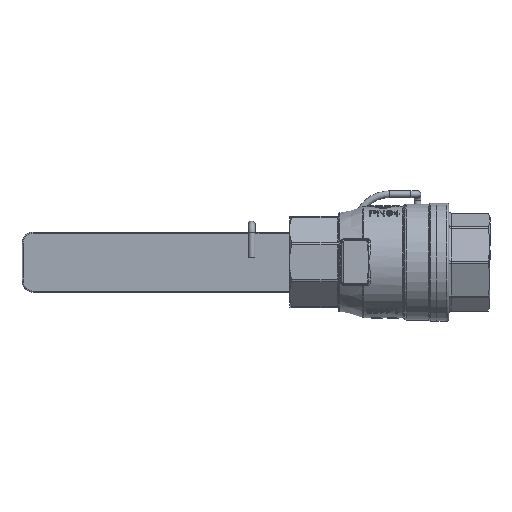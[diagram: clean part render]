
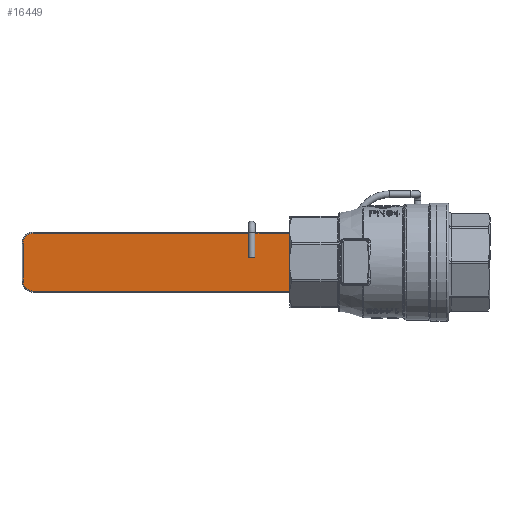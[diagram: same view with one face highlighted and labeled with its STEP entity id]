
A CAD part, front view. The second image highlights one B-rep face of the part: STEP entity #16449.
In plain terms, the highlighted planar face has unit normal (-0.035, -0.999, 0).
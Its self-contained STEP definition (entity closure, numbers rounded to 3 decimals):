
#1390=PLANE('',#17737);
#3179=FACE_OUTER_BOUND('',#4161,.T.);
#4161=EDGE_LOOP('',(#15125,#15126,#15127,#15128,#15129,#15130,#15131,#15132,
#15133,#15134));
#4906=LINE('',#30975,#6032);
#4921=LINE('',#31057,#6047);
#4922=LINE('',#31076,#6048);
#4923=LINE('',#31082,#6049);
#5302=LINE('',#32932,#6428);
#5303=LINE('',#32943,#6429);
#5304=LINE('',#32945,#6430);
#5305=LINE('',#32946,#6431);
#6032=VECTOR('',#20553,10.);
#6047=VECTOR('',#20608,10.);
#6048=VECTOR('',#20623,10.);
#6049=VECTOR('',#20632,10.);
#6428=VECTOR('',#21383,10.);
#6429=VECTOR('',#21386,10.);
#6430=VECTOR('',#21387,10.);
#6431=VECTOR('',#21388,10.);
#6912=CIRCLE('',#17544,4.5);
#6915=CIRCLE('',#17549,4.5);
#8030=VERTEX_POINT('',#30965);
#8034=VERTEX_POINT('',#30973);
#8053=VERTEX_POINT('',#31048);
#8054=VERTEX_POINT('',#31068);
#8055=VERTEX_POINT('',#31070);
#8056=VERTEX_POINT('',#31074);
#8057=VERTEX_POINT('',#31078);
#8403=VERTEX_POINT('',#32931);
#8404=VERTEX_POINT('',#32942);
#8405=VERTEX_POINT('',#32944);
#10099=EDGE_CURVE('',#8030,#8034,#4906,.T.);
#10127=EDGE_CURVE('',#8053,#8034,#4921,.T.);
#10132=EDGE_CURVE('',#8055,#8054,#6912,.T.);
#10134=EDGE_CURVE('',#8056,#8055,#4922,.T.);
#10136=EDGE_CURVE('',#8057,#8056,#6915,.T.);
#10137=EDGE_CURVE('',#8030,#8057,#4923,.T.);
#10659=EDGE_CURVE('',#8054,#8403,#5302,.T.);
#10661=EDGE_CURVE('',#8053,#8404,#5303,.T.);
#10662=EDGE_CURVE('',#8404,#8405,#5304,.T.);
#10663=EDGE_CURVE('',#8405,#8403,#5305,.T.);
#15125=ORIENTED_EDGE('',*,*,#10661,.T.);
#15126=ORIENTED_EDGE('',*,*,#10662,.T.);
#15127=ORIENTED_EDGE('',*,*,#10663,.T.);
#15128=ORIENTED_EDGE('',*,*,#10659,.F.);
#15129=ORIENTED_EDGE('',*,*,#10132,.F.);
#15130=ORIENTED_EDGE('',*,*,#10134,.F.);
#15131=ORIENTED_EDGE('',*,*,#10136,.F.);
#15132=ORIENTED_EDGE('',*,*,#10137,.F.);
#15133=ORIENTED_EDGE('',*,*,#10099,.T.);
#15134=ORIENTED_EDGE('',*,*,#10127,.F.);
#16449=ADVANCED_FACE('',(#3179),#1390,.F.);
#17544=AXIS2_PLACEMENT_3D('',#31072,#20617,#20618);
#17549=AXIS2_PLACEMENT_3D('',#31080,#20628,#20629);
#17737=AXIS2_PLACEMENT_3D('',#32941,#21384,#21385);
#20553=DIRECTION('',(0.,0.,1.));
#20608=DIRECTION('',(0.999,-0.035,0.));
#20617=DIRECTION('center_axis',(0.035,0.999,0.));
#20618=DIRECTION('ref_axis',(-0.707,0.025,0.707));
#20623=DIRECTION('',(0.,0.,1.));
#20628=DIRECTION('center_axis',(0.035,0.999,0.));
#20629=DIRECTION('ref_axis',(-0.707,0.025,-0.707));
#20632=DIRECTION('',(-0.999,0.035,0.));
#21383=DIRECTION('',(0.999,-0.035,0.));
#21384=DIRECTION('center_axis',(0.035,0.999,0.));
#21385=DIRECTION('ref_axis',(0.999,-0.035,0.));
#21386=DIRECTION('',(0.,0.,-1.));
#21387=DIRECTION('',(-0.999,0.035,0.));
#21388=DIRECTION('',(0.,0.,1.));
#30965=CARTESIAN_POINT('',(-45.,61.012,-13.));
#30973=CARTESIAN_POINT('',(-45.,61.012,13.));
#30975=CARTESIAN_POINT('',(-45.,61.012,0.));
#31048=CARTESIAN_POINT('',(-60.549,61.555,13.));
#31057=CARTESIAN_POINT('',(-66.336,61.757,13.));
#31068=CARTESIAN_POINT('',(-160.156,65.033,13.));
#31070=CARTESIAN_POINT('',(-164.654,65.19,8.5));
#31072=CARTESIAN_POINT('Origin',(-160.156,65.033,8.5));
#31074=CARTESIAN_POINT('',(-164.654,65.19,-8.5));
#31076=CARTESIAN_POINT('',(-164.654,65.19,-6.25));
#31078=CARTESIAN_POINT('',(-160.156,65.033,-13.));
#31080=CARTESIAN_POINT('Origin',(-160.156,65.033,-8.5));
#31082=CARTESIAN_POINT('',(-66.336,61.757,-13.));
#32931=CARTESIAN_POINT('',(-63.474,61.657,13.));
#32932=CARTESIAN_POINT('',(-66.336,61.757,13.));
#32941=CARTESIAN_POINT('Origin',(-97.682,62.852,0.));
#32942=CARTESIAN_POINT('',(-60.549,61.555,2.));
#32943=CARTESIAN_POINT('',(-60.549,61.555,13.401));
#32944=CARTESIAN_POINT('',(-63.474,61.657,2.));
#32945=CARTESIAN_POINT('',(-79.847,62.229,2.));
#32946=CARTESIAN_POINT('',(-63.474,61.657,13.401));
